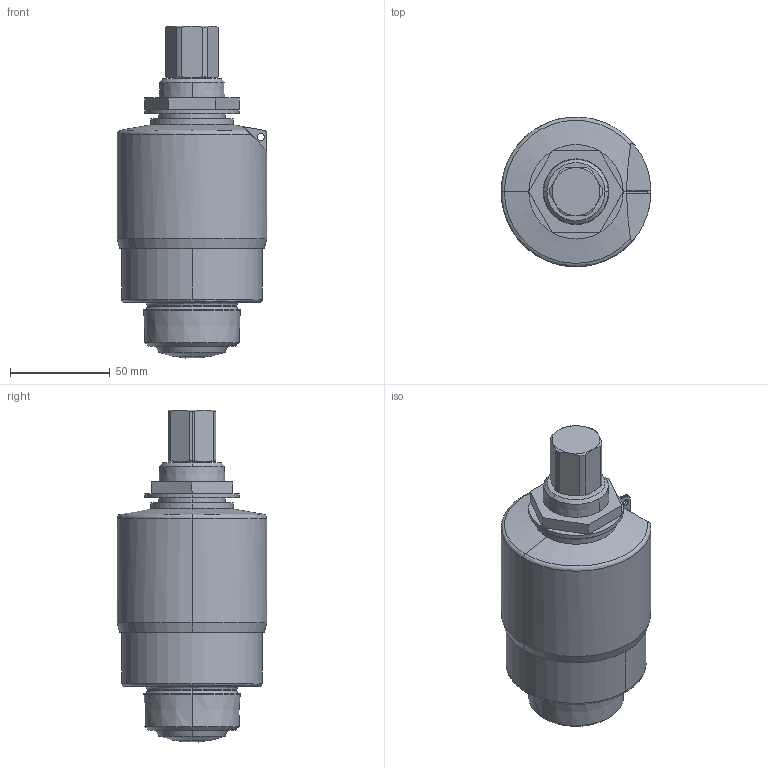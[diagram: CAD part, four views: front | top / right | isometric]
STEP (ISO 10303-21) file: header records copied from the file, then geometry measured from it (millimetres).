
FILE_DESCRIPTION (( 'STEP AP214' ), '1' );
FILE_NAME ('FMR10-CAQBMVCEVEE2-Endress HauserConsultAG-3D-08-31-2022.STEP', '2022-08-31T20:44:42', ( '' ), ( '' ), 'SwSTEP 2.0', 'SolidWorks 2021', '' );
FILE_SCHEMA (( 'AUTOMOTIVE_DESIGN' ));
Length unit declared in the file: inch
Products named in the file (1): FMR10-CAQBMVCEVEE2-Endress HauserConsultAG-3D-08-31-2022
Bounding box: 75 x 75 x 166.23 mm (x, y, z)
Volume: 452118.8 mm3; surface area: 38693 mm2
Topology: 1 solids, 1 shells, 103 faces, 237 edges, 146 vertices
Faces by surface type: plane 39, cone 29, cylinder 25, bspline 10
Entity records: 3408 total; most frequent: CARTESIAN_POINT 1051, DIRECTION 504, ORIENTED_EDGE 474, EDGE_CURVE 237, AXIS2_PLACEMENT_3D 211, VERTEX_POINT 146, CIRCLE 117, EDGE_LOOP 115
